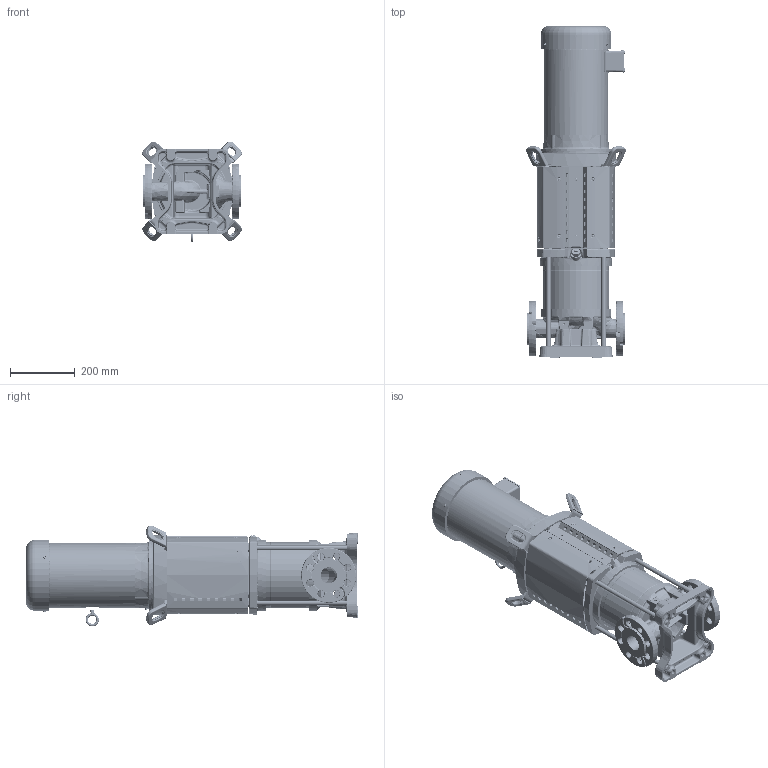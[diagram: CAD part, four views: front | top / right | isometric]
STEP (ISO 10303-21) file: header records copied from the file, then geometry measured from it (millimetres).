
FILE_DESCRIPTION(/* description */ (''),/* implementation_level */ '2;1');
FILE_NAME(/* name */ '2700864 - HELIX V110-02-1_A3_E_KS_N_7.5_3_Shrinkwrap_1.stp',/* time_stamp */ '2022-03-25T09:42:10-05:00',/* author */ ('faliszekte'),/* organization */ (''),/* preprocessor_version */ 'ST-DEVELOPER v18.1',/* originating_system */ 'Autodesk Inventor 2021',/* authorisation */ '');
FILE_SCHEMA (('AUTOMOTIVE_DESIGN { 1 0 10303 214 3 1 1 }'));
Length unit declared in the file: inch
Products named in the file (1): 2700864 - HELIX V110-02-1_A3_E_KS_N_7.5_3_Shrinkwrap_1
Bounding box: 306.25 x 1021.69 x 310.36 mm (x, y, z)
Volume: 888.3 mm3; surface area: 1998035.1 mm2
Topology: 2 solids, 75 shells, 5631 faces, 16157 edges, 10543 vertices
Faces by surface type: cylinder 1931, plane 1612, bspline 1200, torus 430, cone 334, sphere 124
Full cylindrical faces by diameter (mm): 0.833 x4, 2 x2, 4 x2, 4.5 x2, 4.918 x5, 6 x2, 8 x8, 9.652 x1, 10.25 x4, 10.516 x7, 12.548 x1, 14 x11, 14.376 x168, 16 x168, 16.662 x1, 17.5 x1, 18 x8, 18.64 x1, 20.813 x1, 31 x1, 47.6 x1, 61 x2, 88 x1, 99 x2, 110.3 x3, 114 x1, 119.6 x1, 200 x1, 203 x3, 204 x1
Entity records: 365599 total; most frequent: CARTESIAN_POINT 223125, ORIENTED_EDGE 29245, DIRECTION 26795, EDGE_CURVE 16068, VERTEX_POINT 10542, AXIS2_PLACEMENT_3D 10327, LINE 6141, VECTOR 6141
